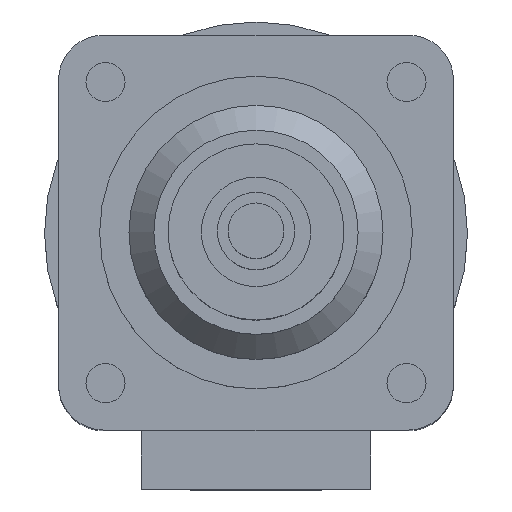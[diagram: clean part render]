
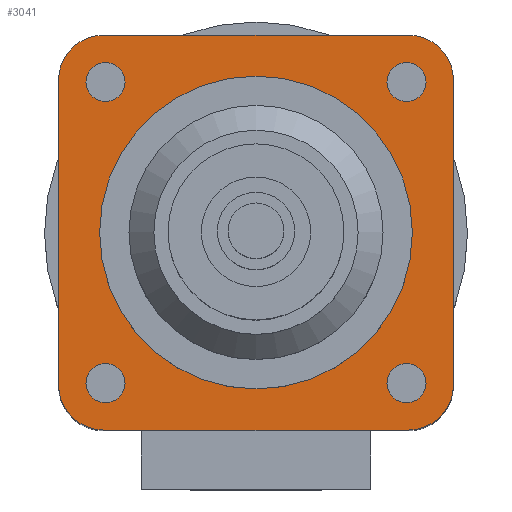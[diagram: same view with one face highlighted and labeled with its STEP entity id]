
A CAD part, top view. The second image highlights one B-rep face of the part: STEP entity #3041.
In plain terms, the highlighted planar face has unit normal (0, 0, 1).
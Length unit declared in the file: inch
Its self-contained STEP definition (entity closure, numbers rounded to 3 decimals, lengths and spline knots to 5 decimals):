
#96=FACE_BOUND('',#564,.T.);
#97=FACE_BOUND('',#565,.T.);
#98=FACE_BOUND('',#566,.T.);
#99=FACE_BOUND('',#567,.T.);
#100=FACE_BOUND('',#568,.T.);
#129=PLANE('',#3338);
#370=FACE_OUTER_BOUND('',#563,.T.);
#563=EDGE_LOOP('',(#2331,#2332,#2333,#2334,#2335,#2336,#2337,#2338));
#564=EDGE_LOOP('',(#2339));
#565=EDGE_LOOP('',(#2340));
#566=EDGE_LOOP('',(#2341));
#567=EDGE_LOOP('',(#2342));
#568=EDGE_LOOP('',(#2343));
#809=LINE('',#5128,#1048);
#822=LINE('',#5167,#1061);
#823=LINE('',#5168,#1062);
#824=LINE('',#5170,#1063);
#1048=VECTOR('',#3908,39.37008);
#1061=VECTOR('',#3941,39.37008);
#1062=VECTOR('',#3942,39.37008);
#1063=VECTOR('',#3943,39.37008);
#1241=CIRCLE('',#3259,0.03937);
#1243=CIRCLE('',#3262,0.03937);
#1245=CIRCLE('',#3265,0.03937);
#1247=CIRCLE('',#3268,0.03937);
#1250=CIRCLE('',#3273,0.31496);
#1275=CIRCLE('',#3331,0.09055);
#1277=CIRCLE('',#3334,0.09055);
#1279=CIRCLE('',#3337,0.09055);
#1280=CIRCLE('',#3339,0.09055);
#1431=VERTEX_POINT('',#4682);
#1433=VERTEX_POINT('',#4688);
#1435=VERTEX_POINT('',#4694);
#1437=VERTEX_POINT('',#4700);
#1440=VERTEX_POINT('',#4710);
#1511=VERTEX_POINT('',#5125);
#1512=VERTEX_POINT('',#5127);
#1521=VERTEX_POINT('',#5146);
#1523=VERTEX_POINT('',#5153);
#1525=VERTEX_POINT('',#5158);
#1527=VERTEX_POINT('',#5162);
#1528=VERTEX_POINT('',#5166);
#1529=VERTEX_POINT('',#5169);
#1715=EDGE_CURVE('',#1431,#1431,#1241,.T.);
#1718=EDGE_CURVE('',#1433,#1433,#1243,.T.);
#1721=EDGE_CURVE('',#1435,#1435,#1245,.T.);
#1724=EDGE_CURVE('',#1437,#1437,#1247,.T.);
#1728=EDGE_CURVE('',#1440,#1440,#1250,.T.);
#1825=EDGE_CURVE('',#1512,#1511,#809,.T.);
#1836=EDGE_CURVE('',#1521,#1512,#1275,.T.);
#1839=EDGE_CURVE('',#1511,#1523,#1277,.T.);
#1843=EDGE_CURVE('',#1525,#1527,#1279,.T.);
#1844=EDGE_CURVE('',#1528,#1521,#822,.T.);
#1845=EDGE_CURVE('',#1523,#1525,#823,.T.);
#1846=EDGE_CURVE('',#1527,#1529,#824,.T.);
#1847=EDGE_CURVE('',#1529,#1528,#1280,.T.);
#2331=ORIENTED_EDGE('',*,*,#1844,.T.);
#2332=ORIENTED_EDGE('',*,*,#1836,.T.);
#2333=ORIENTED_EDGE('',*,*,#1825,.T.);
#2334=ORIENTED_EDGE('',*,*,#1839,.T.);
#2335=ORIENTED_EDGE('',*,*,#1845,.T.);
#2336=ORIENTED_EDGE('',*,*,#1843,.T.);
#2337=ORIENTED_EDGE('',*,*,#1846,.T.);
#2338=ORIENTED_EDGE('',*,*,#1847,.T.);
#2339=ORIENTED_EDGE('',*,*,#1728,.F.);
#2340=ORIENTED_EDGE('',*,*,#1715,.F.);
#2341=ORIENTED_EDGE('',*,*,#1718,.F.);
#2342=ORIENTED_EDGE('',*,*,#1721,.F.);
#2343=ORIENTED_EDGE('',*,*,#1724,.F.);
#3041=ADVANCED_FACE('',(#370,#96,#97,#98,#99,#100),#129,.T.);
#3259=AXIS2_PLACEMENT_3D('',#4684,#3715,#3716);
#3262=AXIS2_PLACEMENT_3D('',#4690,#3722,#3723);
#3265=AXIS2_PLACEMENT_3D('',#4696,#3729,#3730);
#3268=AXIS2_PLACEMENT_3D('',#4702,#3736,#3737);
#3273=AXIS2_PLACEMENT_3D('',#4711,#3747,#3748);
#3331=AXIS2_PLACEMENT_3D('',#5149,#3922,#3923);
#3334=AXIS2_PLACEMENT_3D('',#5155,#3929,#3930);
#3337=AXIS2_PLACEMENT_3D('',#5164,#3937,#3938);
#3338=AXIS2_PLACEMENT_3D('',#5165,#3939,#3940);
#3339=AXIS2_PLACEMENT_3D('',#5171,#3944,#3945);
#3715=DIRECTION('center_axis',(0.,0.,1.));
#3716=DIRECTION('ref_axis',(1.,0.,0.));
#3722=DIRECTION('center_axis',(0.,0.,1.));
#3723=DIRECTION('ref_axis',(1.,0.,0.));
#3729=DIRECTION('center_axis',(0.,0.,1.));
#3730=DIRECTION('ref_axis',(1.,0.,0.));
#3736=DIRECTION('center_axis',(0.,0.,1.));
#3737=DIRECTION('ref_axis',(1.,0.,0.));
#3747=DIRECTION('center_axis',(0.,0.,1.));
#3748=DIRECTION('ref_axis',(1.,0.,0.));
#3908=DIRECTION('',(1.,0.,0.));
#3922=DIRECTION('center_axis',(0.,0.,1.));
#3923=DIRECTION('ref_axis',(1.,0.,0.));
#3929=DIRECTION('center_axis',(0.,0.,1.));
#3930=DIRECTION('ref_axis',(1.,0.,0.));
#3937=DIRECTION('center_axis',(0.,0.,1.));
#3938=DIRECTION('ref_axis',(1.,0.,0.));
#3939=DIRECTION('center_axis',(0.,0.,1.));
#3940=DIRECTION('ref_axis',(1.,0.,0.));
#3941=DIRECTION('',(0.,-1.,0.));
#3942=DIRECTION('',(0.,1.,0.));
#3943=DIRECTION('',(-1.,0.,0.));
#3944=DIRECTION('center_axis',(0.,0.,1.));
#3945=DIRECTION('ref_axis',(1.,0.,0.));
#4682=CARTESIAN_POINT('',(-0.34252,-0.30315,0.));
#4684=CARTESIAN_POINT('Origin',(-0.30315,-0.30315,0.));
#4688=CARTESIAN_POINT('',(0.26378,-0.30315,0.));
#4690=CARTESIAN_POINT('Origin',(0.30315,-0.30315,0.));
#4694=CARTESIAN_POINT('',(0.26378,0.30315,0.));
#4696=CARTESIAN_POINT('Origin',(0.30315,0.30315,0.));
#4700=CARTESIAN_POINT('',(-0.34252,0.30315,0.));
#4702=CARTESIAN_POINT('Origin',(-0.30315,0.30315,0.));
#4710=CARTESIAN_POINT('',(0.31496,0.,0.));
#4711=CARTESIAN_POINT('Origin',(0.,0.,0.));
#5125=CARTESIAN_POINT('',(0.30709,-0.39764,0.));
#5127=CARTESIAN_POINT('',(-0.30709,-0.39764,0.));
#5128=CARTESIAN_POINT('',(-0.39764,-0.39764,0.));
#5146=CARTESIAN_POINT('',(-0.39764,-0.30709,0.));
#5149=CARTESIAN_POINT('Origin',(-0.30709,-0.30709,0.));
#5153=CARTESIAN_POINT('',(0.39764,-0.30709,0.));
#5155=CARTESIAN_POINT('Origin',(0.30709,-0.30709,0.));
#5158=CARTESIAN_POINT('',(0.39764,0.30709,0.));
#5162=CARTESIAN_POINT('',(0.30709,0.39764,0.));
#5164=CARTESIAN_POINT('Origin',(0.30709,0.30709,0.));
#5165=CARTESIAN_POINT('Origin',(-0.39764,-0.39764,0.));
#5166=CARTESIAN_POINT('',(-0.39764,0.30709,0.));
#5167=CARTESIAN_POINT('',(-0.39764,0.39764,0.));
#5168=CARTESIAN_POINT('',(0.39764,0.39764,0.));
#5169=CARTESIAN_POINT('',(-0.30709,0.39764,0.));
#5170=CARTESIAN_POINT('',(-0.39764,0.39764,0.));
#5171=CARTESIAN_POINT('Origin',(-0.30709,0.30709,0.));
